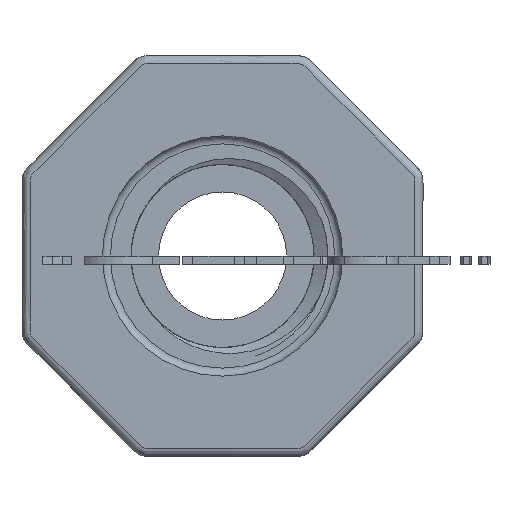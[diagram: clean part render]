
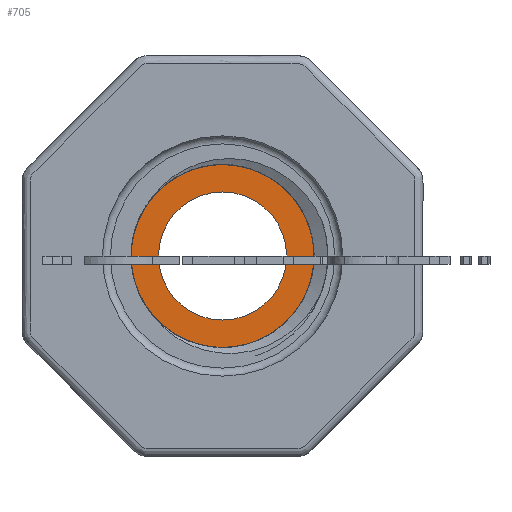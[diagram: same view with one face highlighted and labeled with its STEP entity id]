
A CAD part, front view. The second image highlights one B-rep face of the part: STEP entity #705.
In plain terms, the highlighted planar face has unit normal (0, -1, 0).
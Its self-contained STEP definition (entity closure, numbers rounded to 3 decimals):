
#532=PLANE('',#3283);
#672=CIRCLE('',#3272,4.);
#677=CIRCLE('',#3281,5.723);
#678=CIRCLE('',#3282,6.579);
#705=ADVANCED_FACE('',(#1114,#1115),#532,.F.);
#1114=FACE_BOUND('',#1153,.T.);
#1115=FACE_BOUND('',#1154,.T.);
#1153=EDGE_LOOP('',(#1379,#1380,#1381,#1382));
#1154=EDGE_LOOP('',(#1383));
#1379=ORIENTED_EDGE('',*,*,#2540,.F.);
#1380=ORIENTED_EDGE('',*,*,#2541,.T.);
#1381=ORIENTED_EDGE('',*,*,#2542,.F.);
#1382=ORIENTED_EDGE('',*,*,#2543,.F.);
#1383=ORIENTED_EDGE('',*,*,#2533,.F.);
#2231=VERTEX_POINT('',#6251);
#2238=VERTEX_POINT('',#7244);
#2239=VERTEX_POINT('',#7245);
#2240=VERTEX_POINT('',#7247);
#2241=VERTEX_POINT('',#7254);
#2533=EDGE_CURVE('',#2231,#2231,#672,.T.);
#2540=EDGE_CURVE('',#2238,#2239,#2968,.T.);
#2541=EDGE_CURVE('',#2238,#2240,#677,.T.);
#2542=EDGE_CURVE('',#2241,#2240,#2969,.T.);
#2543=EDGE_CURVE('',#2239,#2241,#678,.T.);
#2968=B_SPLINE_CURVE_WITH_KNOTS('',3,(#7238,#7239,#7240,#7241,#7242,#7243),
 .UNSPECIFIED.,.F.,.F.,(4,2,4),(0.,0.5,1.),.UNSPECIFIED.);
#2969=B_SPLINE_CURVE_WITH_KNOTS('',3,(#7248,#7249,#7250,#7251,#7252,#7253),
 .UNSPECIFIED.,.F.,.F.,(4,2,4),(0.,0.5,1.),.UNSPECIFIED.);
#3272=AXIS2_PLACEMENT_3D('',#6250,#3463,#3464);
#3281=AXIS2_PLACEMENT_3D('',#7246,#3481,#3482);
#3282=AXIS2_PLACEMENT_3D('',#7255,#3483,#3484);
#3283=AXIS2_PLACEMENT_3D('',#7256,#3485,#3486);
#3463=DIRECTION('',(0.,-1.,0.));
#3464=DIRECTION('',(0.,0.,1.));
#3481=DIRECTION('',(0.,-1.,0.));
#3482=DIRECTION('',(0.,0.,1.));
#3483=DIRECTION('',(0.,1.,0.));
#3484=DIRECTION('',(1.,0.,0.));
#3485=DIRECTION('',(0.,1.,0.));
#3486=DIRECTION('',(0.,0.,1.));
#6250=CARTESIAN_POINT('',(546.277,1101.201,-8.));
#6251=CARTESIAN_POINT('',(546.277,1101.201,-4.));
#7238=CARTESIAN_POINT('',(541.398,1101.201,-5.009));
#7239=CARTESIAN_POINT('',(542.4,1101.201,-3.08));
#7240=CARTESIAN_POINT('',(544.493,1101.201,-1.853));
#7241=CARTESIAN_POINT('',(548.836,1101.201,-1.84));
#7242=CARTESIAN_POINT('',(550.908,1101.201,-3.028));
#7243=CARTESIAN_POINT('',(552.058,1101.201,-4.86));
#7244=CARTESIAN_POINT('',(541.398,1101.201,-5.009));
#7245=CARTESIAN_POINT('',(552.058,1101.201,-4.86));
#7246=CARTESIAN_POINT('',(546.277,1101.201,-8.));
#7247=CARTESIAN_POINT('',(542.542,1101.201,-12.336));
#7248=CARTESIAN_POINT('',(552.741,1101.201,-9.223));
#7249=CARTESIAN_POINT('',(552.206,1101.201,-11.323));
#7250=CARTESIAN_POINT('',(550.567,1101.201,-13.096));
#7251=CARTESIAN_POINT('',(546.476,1101.201,-14.389));
#7252=CARTESIAN_POINT('',(544.08,1101.201,-13.863));
#7253=CARTESIAN_POINT('',(542.542,1101.201,-12.336));
#7254=CARTESIAN_POINT('',(552.741,1101.201,-9.223));
#7255=CARTESIAN_POINT('',(546.277,1101.201,-8.));
#7256=CARTESIAN_POINT('',(546.277,1101.201,-8.));
